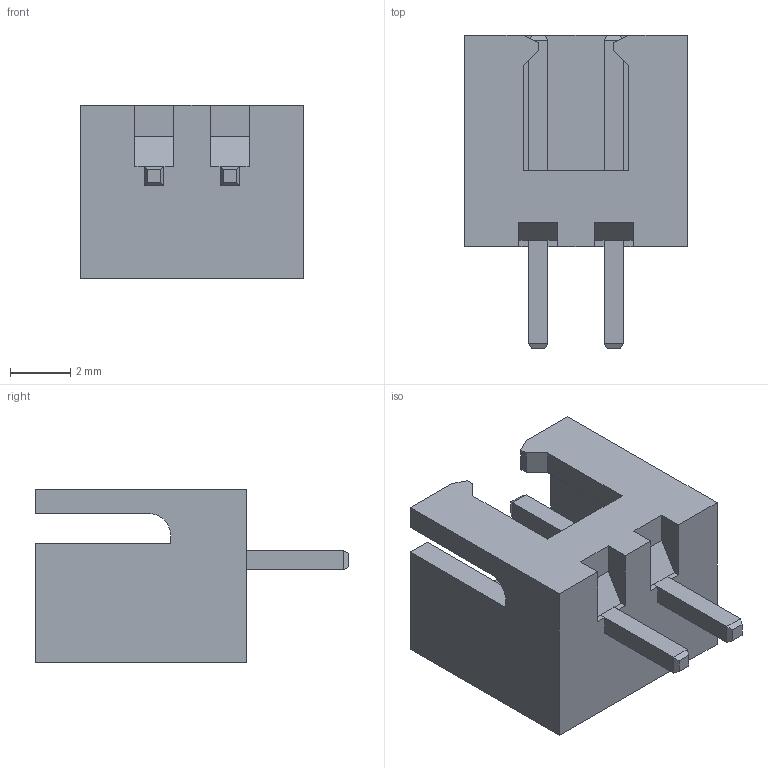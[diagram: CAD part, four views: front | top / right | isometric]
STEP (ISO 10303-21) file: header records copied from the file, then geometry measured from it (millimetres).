
FILE_DESCRIPTION (( 'STEP AP214' ), '1' );
FILE_NAME ('User Library-B2B-XH-A.STEP', '2016-06-19T10:35:56', ( 'Windows User' ), ( '' ), 'SwSTEP 2.0', 'SolidWorks 2016', '' );
FILE_SCHEMA (( 'AUTOMOTIVE_DESIGN' ));
Length unit declared in the file: millimetre
Products named in the file (3): User Library-B2B-XH-A_B2B-XH-A_body___ _________; User Library-B2B-XH-A; User Library-B2B-XH-A_BXB-XH-A_pin___ _________
Assembly tree (3 placements, depth 2):
  User Library-B2B-XH-A
    User Library-B2B-XH-A_B2B-XH-A_body___ _________
    User Library-B2B-XH-A_BXB-XH-A_pin___ _________  x2
Bounding box: 7.4 x 10.4 x 5.75 mm (x, y, z)
Volume: 143.2 mm3; surface area: 420.9 mm2
Topology: 3 solids, 3 shells, 76 faces, 196 edges, 124 vertices
Faces by surface type: plane 74, cylinder 2
Entity records: 2037 total; most frequent: CARTESIAN_POINT 344, ORIENTED_EDGE 336, DIRECTION 308, EDGE_CURVE 168, LINE 164, VECTOR 164, VERTEX_POINT 108, AXIS2_PLACEMENT_3D 72
